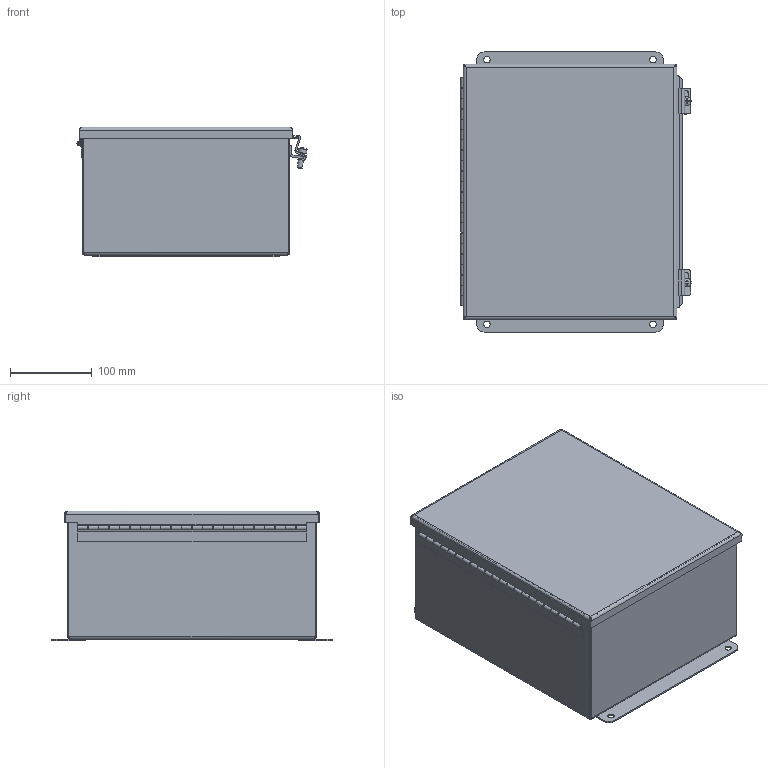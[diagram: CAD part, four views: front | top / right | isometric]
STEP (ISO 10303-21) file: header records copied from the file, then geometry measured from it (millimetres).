
FILE_DESCRIPTION(/* description */ ('NEMA4X/IP66, JIC, 304 S.S., CH, 12X10X6'),/* implementation_level */ '2;1');
FILE_NAME(/* name */ 'BN4121006CHSS.stp',/* time_stamp */ '2023-07-14T15:12:38-05:00',/* author */ ('samuelbadillo'),/* organization */ (''),/* preprocessor_version */ 'ST-DEVELOPER v18',/* originating_system */ 'Autodesk Inventor 2020',/* authorisation */ '');
FILE_SCHEMA (('AUTOMOTIVE_DESIGN { 1 0 10303 214 3 1 1 }'));
Length unit declared in the file: inch
Products named in the file (14): BN4121006CHSS; B_121006_SSBKP; H4050551; H4050551LH; H4050551P; H4050551TH; B_1210CHSSLID; 34855; C2001; C2002; 372134; 34973; B_1210_FIP; HFW3883
Assembly tree (20 placements, depth 3):
  BN4121006CHSS
    B_121006_SSBKP
    H4050551
      H4050551LH
      H4050551P
      H4050551TH
    B_1210CHSSLID
    34855  x2
    C2001  x2
    C2002  x2
    372134  x2
    34973  x4
    B_1210_FIP
    HFW3883
Bounding box: 281.58 x 342.9 x 158.97 mm (x, y, z)
Volume: 643710.4 mm3; surface area: 812265.8 mm2
Topology: 19 solids, 19 shells, 478 faces, 1181 edges, 757 vertices
Faces by surface type: plane 262, cylinder 145, bspline 42, torus 22, sphere 4, cone 3
Full cylindrical faces by diameter (mm): 2.54 x1, 2.794 x8, 2.957 x22, 3.962 x4, 4.826 x1, 4.978 x2, 6.35 x2, 7.62 x4, 7.874 x4, 8.56 x1, 8.738 x2, 10.402 x2, 15.875 x4
Entity records: 12757 total; most frequent: CARTESIAN_POINT 2879, DIRECTION 1868, ORIENTED_EDGE 1842, EDGE_CURVE 921, AXIS2_PLACEMENT_3D 629, LINE 610, VECTOR 610, VERTEX_POINT 579
